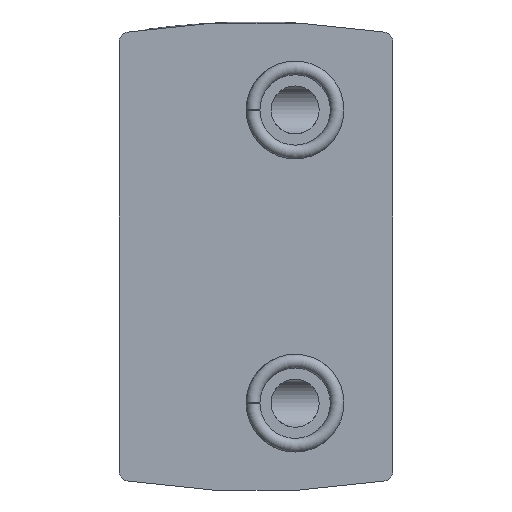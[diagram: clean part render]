
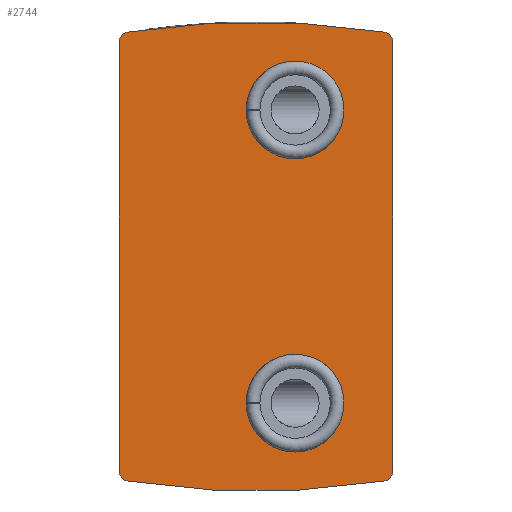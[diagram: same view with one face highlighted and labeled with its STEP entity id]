
A CAD part, front view. The second image highlights one B-rep face of the part: STEP entity #2744.
In plain terms, the highlighted planar face has unit normal (0, -1, 0).
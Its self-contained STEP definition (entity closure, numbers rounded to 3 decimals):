
#63=PLANE('',#2953);
#180=LINE('',#4069,#325);
#184=LINE('',#4088,#329);
#325=VECTOR('',#3297,1000.);
#329=VECTOR('',#3319,1000.);
#624=ORIENTED_EDGE('',*,*,#1170,.F.);
#625=ORIENTED_EDGE('',*,*,#1171,.F.);
#626=ORIENTED_EDGE('',*,*,#1138,.F.);
#627=ORIENTED_EDGE('',*,*,#1160,.F.);
#628=ORIENTED_EDGE('',*,*,#1157,.F.);
#629=ORIENTED_EDGE('',*,*,#1154,.F.);
#630=ORIENTED_EDGE('',*,*,#1149,.F.);
#631=ORIENTED_EDGE('',*,*,#1054,.F.);
#632=ORIENTED_EDGE('',*,*,#1147,.F.);
#633=ORIENTED_EDGE('',*,*,#1144,.F.);
#1054=EDGE_CURVE('',#1353,#1354,#1557,.T.);
#1138=EDGE_CURVE('',#1416,#1417,#1593,.T.);
#1144=EDGE_CURVE('',#1417,#1422,#180,.T.);
#1147=EDGE_CURVE('',#1422,#1353,#1597,.T.);
#1149=EDGE_CURVE('',#1354,#1424,#1599,.T.);
#1154=EDGE_CURVE('',#1424,#1428,#184,.T.);
#1157=EDGE_CURVE('',#1428,#1430,#1603,.T.);
#1160=EDGE_CURVE('',#1430,#1416,#1605,.T.);
#1170=EDGE_CURVE('',#1440,#1440,#1613,.T.);
#1171=EDGE_CURVE('',#1441,#1441,#1614,.T.);
#1353=VERTEX_POINT('',#3815);
#1354=VERTEX_POINT('',#3816);
#1416=VERTEX_POINT('',#4057);
#1417=VERTEX_POINT('',#4058);
#1422=VERTEX_POINT('',#4070);
#1424=VERTEX_POINT('',#4079);
#1428=VERTEX_POINT('',#4089);
#1430=VERTEX_POINT('',#4095);
#1440=VERTEX_POINT('',#4121);
#1441=VERTEX_POINT('',#4123);
#1557=CIRCLE('',#2869,42.);
#1593=CIRCLE('',#2926,0.5);
#1597=CIRCLE('',#2932,0.5);
#1599=CIRCLE('',#2935,0.5);
#1603=CIRCLE('',#2941,0.5);
#1605=CIRCLE('',#2944,42.);
#1613=CIRCLE('',#2954,2.5);
#1614=CIRCLE('',#2955,2.5);
#1715=EDGE_LOOP('',(#624));
#1716=EDGE_LOOP('',(#625));
#1717=EDGE_LOOP('',(#626,#627,#628,#629,#630,#631,#632,#633));
#1888=FACE_BOUND('',#1715,.T.);
#1889=FACE_BOUND('',#1716,.T.);
#1890=FACE_BOUND('',#1717,.T.);
#2744=ADVANCED_FACE('',(#1888,#1889,#1890),#63,.F.);
#2869=AXIS2_PLACEMENT_3D('',#3814,#3144,#3145);
#2926=AXIS2_PLACEMENT_3D('',#4056,#3285,#3286);
#2932=AXIS2_PLACEMENT_3D('',#4075,#3302,#3303);
#2935=AXIS2_PLACEMENT_3D('',#4078,#3308,#3309);
#2941=AXIS2_PLACEMENT_3D('',#4094,#3324,#3325);
#2944=AXIS2_PLACEMENT_3D('',#4100,#3331,#3332);
#2953=AXIS2_PLACEMENT_3D('',#4119,#3351,#3352);
#2954=AXIS2_PLACEMENT_3D('',#4120,#3353,#3354);
#2955=AXIS2_PLACEMENT_3D('',#4122,#3355,#3356);
#3144=DIRECTION('',(0.,1.,0.));
#3145=DIRECTION('',(1.,0.,0.));
#3285=DIRECTION('',(0.,1.,0.));
#3286=DIRECTION('',(1.,0.,0.));
#3297=DIRECTION('',(0.,0.,1.));
#3302=DIRECTION('',(0.,1.,0.));
#3303=DIRECTION('',(1.,0.,0.));
#3308=DIRECTION('',(0.,1.,0.));
#3309=DIRECTION('',(1.,0.,0.));
#3319=DIRECTION('',(0.,0.,-1.));
#3324=DIRECTION('',(0.,1.,0.));
#3325=DIRECTION('',(1.,0.,0.));
#3331=DIRECTION('',(0.,1.,0.));
#3332=DIRECTION('',(1.,0.,0.));
#3351=DIRECTION('',(0.,1.,0.));
#3352=DIRECTION('',(0.,0.,1.));
#3353=DIRECTION('',(0.,-1.,0.));
#3354=DIRECTION('',(0.,0.,-1.));
#3355=DIRECTION('',(0.,-1.,0.));
#3356=DIRECTION('',(0.,0.,-1.));
#3814=CARTESIAN_POINT('',(0.,0.,-30.));
#3815=CARTESIAN_POINT('',(-6.578,0.,11.482));
#3816=CARTESIAN_POINT('',(6.578,0.,11.482));
#4056=CARTESIAN_POINT('',(-6.5,0.,-10.988));
#4057=CARTESIAN_POINT('',(-6.578,0.,-11.482));
#4058=CARTESIAN_POINT('',(-7.,0.,-10.988));
#4069=CARTESIAN_POINT('',(-7.,0.,-10.988));
#4070=CARTESIAN_POINT('',(-7.,0.,10.988));
#4075=CARTESIAN_POINT('',(-6.5,0.,10.988));
#4078=CARTESIAN_POINT('',(6.5,0.,10.988));
#4079=CARTESIAN_POINT('',(7.,0.,10.988));
#4088=CARTESIAN_POINT('',(7.,0.,10.988));
#4089=CARTESIAN_POINT('',(7.,0.,-10.988));
#4094=CARTESIAN_POINT('',(6.5,0.,-10.988));
#4095=CARTESIAN_POINT('',(6.578,0.,-11.482));
#4100=CARTESIAN_POINT('',(0.,0.,30.));
#4119=CARTESIAN_POINT('',(-6.5,0.,-10.988));
#4120=CARTESIAN_POINT('',(2.,0.,-7.5));
#4121=CARTESIAN_POINT('',(2.,0.,-10.));
#4122=CARTESIAN_POINT('',(2.,0.,7.5));
#4123=CARTESIAN_POINT('',(2.,0.,5.));
